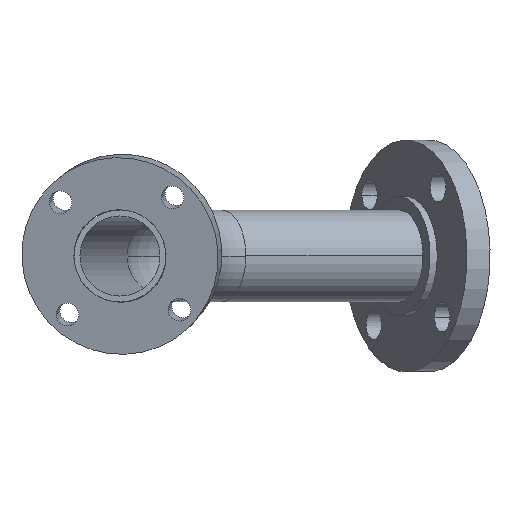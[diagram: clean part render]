
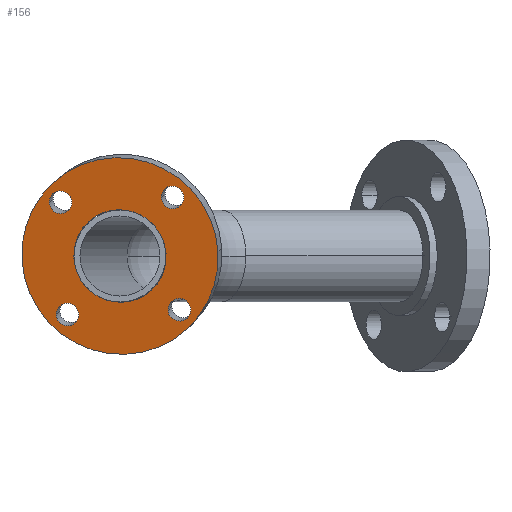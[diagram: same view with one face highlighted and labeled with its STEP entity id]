
A CAD part, left-side view. The second image highlights one B-rep face of the part: STEP entity #156.
In plain terms, the highlighted face is planar.
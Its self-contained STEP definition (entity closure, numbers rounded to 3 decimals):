
#46 = DIRECTION ( 'NONE',  ( 1., 0., 0. ) ) ;
#126 = CARTESIAN_POINT ( 'NONE',  ( 0., 37.123, -37.123 ) ) ;
#156 = ADVANCED_FACE ( 'NONE', ( #3863, #6289, #5694, #7521, #4501, #2080 ), #4626, .T. ) ;
#211 = EDGE_CURVE ( 'NONE', #4128, #6599, #6283, .T. ) ;
#322 = DIRECTION ( 'NONE',  ( 0., 0., -1. ) ) ;
#363 = AXIS2_PLACEMENT_3D ( 'NONE', #6398, #2190, #3973 ) ;
#438 = CARTESIAN_POINT ( 'NONE',  ( 0., 0., -30.55 ) ) ;
#463 = ORIENTED_EDGE ( 'NONE', *, *, #6121, .F. ) ;
#585 = AXIS2_PLACEMENT_3D ( 'NONE', #2690, #7106, #984 ) ;
#597 = EDGE_CURVE ( 'NONE', #6955, #1200, #4508, .T. ) ;
#755 = VERTEX_POINT ( 'NONE', #7437 ) ;
#815 = VERTEX_POINT ( 'NONE', #5366 ) ;
#914 = DIRECTION ( 'NONE',  ( 1., 0., 0. ) ) ;
#976 = CARTESIAN_POINT ( 'NONE',  ( 0., 0., -65. ) ) ;
#984 = DIRECTION ( 'NONE',  ( 0., 0., -1. ) ) ;
#1200 = VERTEX_POINT ( 'NONE', #4356 ) ;
#1243 = CIRCLE ( 'NONE', #363, 30.55 ) ;
#1249 = EDGE_CURVE ( 'NONE', #6665, #5900, #4777, .T. ) ;
#1325 = AXIS2_PLACEMENT_3D ( 'NONE', #5128, #7557, #1597 ) ;
#1351 = AXIS2_PLACEMENT_3D ( 'NONE', #5914, #914, #322 ) ;
#1364 = DIRECTION ( 'NONE',  ( 1., 0., 0. ) ) ;
#1480 = EDGE_CURVE ( 'NONE', #5900, #6665, #6286, .T. ) ;
#1504 = DIRECTION ( 'NONE',  ( 0., 0., -1. ) ) ;
#1597 = DIRECTION ( 'NONE',  ( 0., 0., -1. ) ) ;
#1751 = CARTESIAN_POINT ( 'NONE',  ( 0., -37.123, -29.623 ) ) ;
#1807 = CARTESIAN_POINT ( 'NONE',  ( 0., -37.123, -37.123 ) ) ;
#1879 = ORIENTED_EDGE ( 'NONE', *, *, #1249, .F. ) ;
#1941 = ORIENTED_EDGE ( 'NONE', *, *, #2294, .F. ) ;
#1952 = CARTESIAN_POINT ( 'NONE',  ( 0., 37.123, 37.123 ) ) ;
#1985 = CIRCLE ( 'NONE', #4904, 7.5 ) ;
#2029 = DIRECTION ( 'NONE',  ( 0., 0., -1. ) ) ;
#2080 = FACE_OUTER_BOUND ( 'NONE', #4555, .T. ) ;
#2190 = DIRECTION ( 'NONE',  ( 1., 0., 0. ) ) ;
#2223 = EDGE_LOOP ( 'NONE', ( #3521, #5355 ) ) ;
#2283 = CARTESIAN_POINT ( 'NONE',  ( 0., 0., 0. ) ) ;
#2294 = EDGE_CURVE ( 'NONE', #1200, #6955, #4269, .T. ) ;
#2302 = ORIENTED_EDGE ( 'NONE', *, *, #7014, .F. ) ;
#2395 = CIRCLE ( 'NONE', #3403, 7.5 ) ;
#2476 = CARTESIAN_POINT ( 'NONE',  ( 0., 0., 0. ) ) ;
#2690 = CARTESIAN_POINT ( 'NONE',  ( 0., -37.123, 37.123 ) ) ;
#2717 = AXIS2_PLACEMENT_3D ( 'NONE', #2476, #4900, #4336 ) ;
#2788 = VERTEX_POINT ( 'NONE', #976 ) ;
#3022 = EDGE_LOOP ( 'NONE', ( #6109, #1879 ) ) ;
#3114 = ORIENTED_EDGE ( 'NONE', *, *, #3457, .F. ) ;
#3144 = DIRECTION ( 'NONE',  ( 0., 0., -1. ) ) ;
#3173 = DIRECTION ( 'NONE',  ( 0., 0., -1. ) ) ;
#3210 = EDGE_LOOP ( 'NONE', ( #5923, #3114 ) ) ;
#3361 = VERTEX_POINT ( 'NONE', #7801 ) ;
#3403 = AXIS2_PLACEMENT_3D ( 'NONE', #5152, #7067, #1504 ) ;
#3411 = VERTEX_POINT ( 'NONE', #4818 ) ;
#3457 = EDGE_CURVE ( 'NONE', #7166, #755, #1985, .T. ) ;
#3521 = ORIENTED_EDGE ( 'NONE', *, *, #6322, .F. ) ;
#3555 = EDGE_CURVE ( 'NONE', #3361, #2788, #7442, .T. ) ;
#3856 = CIRCLE ( 'NONE', #4120, 7.5 ) ;
#3863 = FACE_BOUND ( 'NONE', #3022, .T. ) ;
#3973 = DIRECTION ( 'NONE',  ( 0., 0., -1. ) ) ;
#3994 = CARTESIAN_POINT ( 'NONE',  ( 0., 0., 30.55 ) ) ;
#4031 = DIRECTION ( 'NONE',  ( 0., 0., -1. ) ) ;
#4052 = EDGE_LOOP ( 'NONE', ( #1941, #4565 ) ) ;
#4120 = AXIS2_PLACEMENT_3D ( 'NONE', #1952, #1364, #3144 ) ;
#4128 = VERTEX_POINT ( 'NONE', #3994 ) ;
#4189 = DIRECTION ( 'NONE',  ( 0., 0., -1. ) ) ;
#4263 = AXIS2_PLACEMENT_3D ( 'NONE', #5150, #6984, #5263 ) ;
#4269 = CIRCLE ( 'NONE', #1351, 7.5 ) ;
#4283 = EDGE_CURVE ( 'NONE', #755, #7166, #6396, .T. ) ;
#4305 = DIRECTION ( 'NONE',  ( 1., 0., 0. ) ) ;
#4323 = CARTESIAN_POINT ( 'NONE',  ( 0., 0., 0. ) ) ;
#4336 = DIRECTION ( 'NONE',  ( 0., 0., -1. ) ) ;
#4356 = CARTESIAN_POINT ( 'NONE',  ( 0., -37.123, -44.623 ) ) ;
#4501 = FACE_BOUND ( 'NONE', #5394, .T. ) ;
#4508 = CIRCLE ( 'NONE', #5014, 7.5 ) ;
#4555 = EDGE_LOOP ( 'NONE', ( #5519, #6178 ) ) ;
#4565 = ORIENTED_EDGE ( 'NONE', *, *, #597, .F. ) ;
#4626 = PLANE ( 'NONE',  #6545 ) ;
#4707 = CARTESIAN_POINT ( 'NONE',  ( 0., 0., 0. ) ) ;
#4777 = CIRCLE ( 'NONE', #4263, 7.5 ) ;
#4818 = CARTESIAN_POINT ( 'NONE',  ( 0., 37.123, 29.623 ) ) ;
#4900 = DIRECTION ( 'NONE',  ( 1., 0., 0. ) ) ;
#4904 = AXIS2_PLACEMENT_3D ( 'NONE', #126, #46, #2029 ) ;
#4967 = EDGE_CURVE ( 'NONE', #2788, #3361, #6131, .T. ) ;
#5014 = AXIS2_PLACEMENT_3D ( 'NONE', #1807, #4305, #4189 ) ;
#5024 = AXIS2_PLACEMENT_3D ( 'NONE', #4323, #6743, #3173 ) ;
#5128 = CARTESIAN_POINT ( 'NONE',  ( 0., 37.123, -37.123 ) ) ;
#5150 = CARTESIAN_POINT ( 'NONE',  ( 0., -37.123, 37.123 ) ) ;
#5152 = CARTESIAN_POINT ( 'NONE',  ( 0., 37.123, 37.123 ) ) ;
#5178 = DIRECTION ( 'NONE',  ( 1., 0., 0. ) ) ;
#5251 = DIRECTION ( 'NONE',  ( 1., 0., 0. ) ) ;
#5263 = DIRECTION ( 'NONE',  ( 0., 0., -1. ) ) ;
#5355 = ORIENTED_EDGE ( 'NONE', *, *, #211, .F. ) ;
#5366 = CARTESIAN_POINT ( 'NONE',  ( 0., 37.123, 44.623 ) ) ;
#5394 = EDGE_LOOP ( 'NONE', ( #463, #2302 ) ) ;
#5519 = ORIENTED_EDGE ( 'NONE', *, *, #4967, .T. ) ;
#5694 = FACE_BOUND ( 'NONE', #3210, .T. ) ;
#5900 = VERTEX_POINT ( 'NONE', #7520 ) ;
#5914 = CARTESIAN_POINT ( 'NONE',  ( 0., -37.123, -37.123 ) ) ;
#5923 = ORIENTED_EDGE ( 'NONE', *, *, #4283, .F. ) ;
#6109 = ORIENTED_EDGE ( 'NONE', *, *, #1480, .F. ) ;
#6121 = EDGE_CURVE ( 'NONE', #3411, #815, #3856, .T. ) ;
#6131 = CIRCLE ( 'NONE', #2717, 65. ) ;
#6178 = ORIENTED_EDGE ( 'NONE', *, *, #3555, .T. ) ;
#6283 = CIRCLE ( 'NONE', #7189, 30.55 ) ;
#6286 = CIRCLE ( 'NONE', #585, 7.5 ) ;
#6289 = FACE_BOUND ( 'NONE', #4052, .T. ) ;
#6322 = EDGE_CURVE ( 'NONE', #6599, #4128, #1243, .T. ) ;
#6396 = CIRCLE ( 'NONE', #1325, 7.5 ) ;
#6398 = CARTESIAN_POINT ( 'NONE',  ( 0., 0., 0. ) ) ;
#6531 = DIRECTION ( 'NONE',  ( 0., 0., -1. ) ) ;
#6545 = AXIS2_PLACEMENT_3D ( 'NONE', #2283, #5178, #6531 ) ;
#6599 = VERTEX_POINT ( 'NONE', #438 ) ;
#6665 = VERTEX_POINT ( 'NONE', #7710 ) ;
#6743 = DIRECTION ( 'NONE',  ( 1., 0., 0. ) ) ;
#6955 = VERTEX_POINT ( 'NONE', #1751 ) ;
#6984 = DIRECTION ( 'NONE',  ( 1., 0., 0. ) ) ;
#6988 = CARTESIAN_POINT ( 'NONE',  ( 0., 37.123, -29.623 ) ) ;
#7014 = EDGE_CURVE ( 'NONE', #815, #3411, #2395, .T. ) ;
#7067 = DIRECTION ( 'NONE',  ( 1., 0., 0. ) ) ;
#7106 = DIRECTION ( 'NONE',  ( 1., 0., 0. ) ) ;
#7166 = VERTEX_POINT ( 'NONE', #6988 ) ;
#7189 = AXIS2_PLACEMENT_3D ( 'NONE', #4707, #5251, #4031 ) ;
#7437 = CARTESIAN_POINT ( 'NONE',  ( 0., 37.123, -44.623 ) ) ;
#7442 = CIRCLE ( 'NONE', #5024, 65. ) ;
#7520 = CARTESIAN_POINT ( 'NONE',  ( 0., -37.123, 29.623 ) ) ;
#7521 = FACE_BOUND ( 'NONE', #2223, .T. ) ;
#7557 = DIRECTION ( 'NONE',  ( 1., 0., 0. ) ) ;
#7710 = CARTESIAN_POINT ( 'NONE',  ( 0., -37.123, 44.623 ) ) ;
#7801 = CARTESIAN_POINT ( 'NONE',  ( 0., 0., 65. ) ) ;
